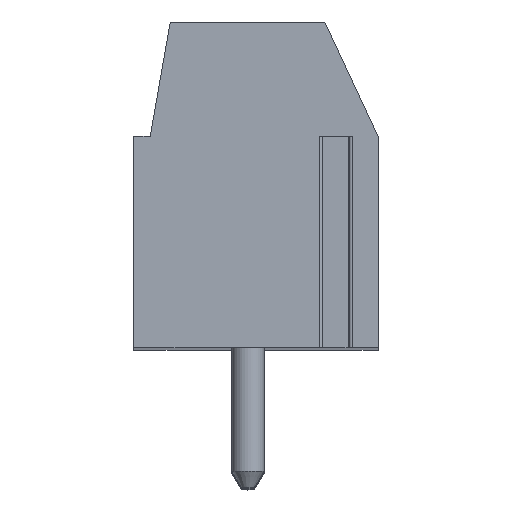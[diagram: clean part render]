
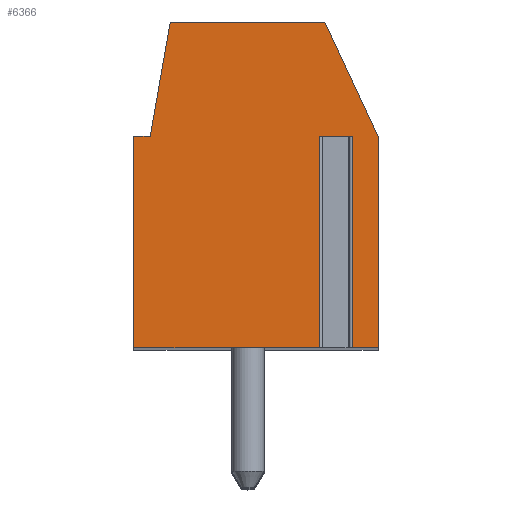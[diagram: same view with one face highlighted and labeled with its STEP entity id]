
A CAD part, top view. The second image highlights one B-rep face of the part: STEP entity #6366.
In plain terms, the highlighted planar face has unit normal (0, 0, 1).
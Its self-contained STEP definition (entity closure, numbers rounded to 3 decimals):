
#241=DIRECTION('',(-1.,0.,0.));
#242=VECTOR('',#241,0.996);
#243=CARTESIAN_POINT('',(2.948,1.5,37.5));
#244=LINE('',#243,#242);
#245=DIRECTION('',(0.,-1.,0.));
#246=VECTOR('',#245,6.5);
#247=CARTESIAN_POINT('',(1.952,1.5,37.5));
#248=LINE('',#247,#246);
#249=DIRECTION('',(1.,0.,0.));
#250=VECTOR('',#249,5.702);
#251=CARTESIAN_POINT('',(-3.75,-5.,37.5));
#252=LINE('',#251,#250);
#253=DIRECTION('',(0.,-1.,0.));
#254=VECTOR('',#253,6.5);
#255=CARTESIAN_POINT('',(-3.75,1.5,37.5));
#256=LINE('',#255,#254);
#257=DIRECTION('',(-1.,0.,0.));
#258=VECTOR('',#257,0.5);
#259=CARTESIAN_POINT('',(-3.25,1.5,37.5));
#260=LINE('',#259,#258);
#261=DIRECTION('',(-0.174,-0.985,0.));
#262=VECTOR('',#261,3.554);
#263=CARTESIAN_POINT('',(-2.633,5.,37.5));
#264=LINE('',#263,#262);
#265=DIRECTION('',(-1.,0.,0.));
#266=VECTOR('',#265,4.751);
#267=CARTESIAN_POINT('',(2.118,5.,37.5));
#268=LINE('',#267,#266);
#269=DIRECTION('',(-0.423,0.906,0.));
#270=VECTOR('',#269,3.862);
#271=CARTESIAN_POINT('',(3.75,1.5,37.5));
#272=LINE('',#271,#270);
#273=DIRECTION('',(0.,1.,0.));
#274=VECTOR('',#273,6.5);
#275=CARTESIAN_POINT('',(3.75,-5.,37.5));
#276=LINE('',#275,#274);
#277=DIRECTION('',(1.,0.,0.));
#278=VECTOR('',#277,0.802);
#279=CARTESIAN_POINT('',(2.948,-5.,37.5));
#280=LINE('',#279,#278);
#281=DIRECTION('',(0.,-1.,0.));
#282=VECTOR('',#281,6.5);
#283=CARTESIAN_POINT('',(2.948,1.5,37.5));
#284=LINE('',#283,#282);
#4863=CARTESIAN_POINT('',(3.75,-5.,37.5));
#4864=CARTESIAN_POINT('',(3.75,1.5,37.5));
#4865=VERTEX_POINT('',#4863);
#4866=VERTEX_POINT('',#4864);
#4867=CARTESIAN_POINT('',(2.118,5.,37.5));
#4868=VERTEX_POINT('',#4867);
#4869=CARTESIAN_POINT('',(-2.633,5.,37.5));
#4870=VERTEX_POINT('',#4869);
#4871=CARTESIAN_POINT('',(-3.25,1.5,37.5));
#4872=VERTEX_POINT('',#4871);
#4873=CARTESIAN_POINT('',(-3.75,1.5,37.5));
#4874=VERTEX_POINT('',#4873);
#4875=CARTESIAN_POINT('',(-3.75,-5.,37.5));
#4876=VERTEX_POINT('',#4875);
#4921=CARTESIAN_POINT('',(2.948,1.5,37.5));
#4922=CARTESIAN_POINT('',(1.952,1.5,37.5));
#4923=VERTEX_POINT('',#4921);
#4924=VERTEX_POINT('',#4922);
#4925=CARTESIAN_POINT('',(2.948,-5.,37.5));
#4926=VERTEX_POINT('',#4925);
#4927=CARTESIAN_POINT('',(1.952,-5.,37.5));
#4928=VERTEX_POINT('',#4927);
#6340=CARTESIAN_POINT('',(0.,0.,37.5));
#6341=DIRECTION('',(0.,0.,1.));
#6342=DIRECTION('',(1.,0.,0.));
#6343=AXIS2_PLACEMENT_3D('',#6340,#6341,#6342);
#6344=PLANE('',#6343);
#6346=ORIENTED_EDGE('',*,*,#6345,.T.);
#6348=ORIENTED_EDGE('',*,*,#6347,.T.);
#6349=ORIENTED_EDGE('',*,*,#6260,.F.);
#6351=ORIENTED_EDGE('',*,*,#6350,.F.);
#6353=ORIENTED_EDGE('',*,*,#6352,.F.);
#6355=ORIENTED_EDGE('',*,*,#6354,.F.);
#6357=ORIENTED_EDGE('',*,*,#6356,.F.);
#6359=ORIENTED_EDGE('',*,*,#6358,.F.);
#6361=ORIENTED_EDGE('',*,*,#6360,.F.);
#6362=ORIENTED_EDGE('',*,*,#6239,.F.);
#6363=ORIENTED_EDGE('',*,*,#6330,.F.);
#6364=EDGE_LOOP('',(#6346,#6348,#6349,#6351,#6353,#6355,#6357,#6359,#6361,#6362,
#6363));
#6365=FACE_OUTER_BOUND('',#6364,.F.);
#6239=EDGE_CURVE('',#4926,#4865,#280,.T.);
#6260=EDGE_CURVE('',#4876,#4928,#252,.T.);
#6330=EDGE_CURVE('',#4923,#4926,#284,.T.);
#6345=EDGE_CURVE('',#4923,#4924,#244,.T.);
#6347=EDGE_CURVE('',#4924,#4928,#248,.T.);
#6350=EDGE_CURVE('',#4874,#4876,#256,.T.);
#6352=EDGE_CURVE('',#4872,#4874,#260,.T.);
#6354=EDGE_CURVE('',#4870,#4872,#264,.T.);
#6356=EDGE_CURVE('',#4868,#4870,#268,.T.);
#6358=EDGE_CURVE('',#4866,#4868,#272,.T.);
#6360=EDGE_CURVE('',#4865,#4866,#276,.T.);
#6366=ADVANCED_FACE('',(#6365),#6344,.T.);
